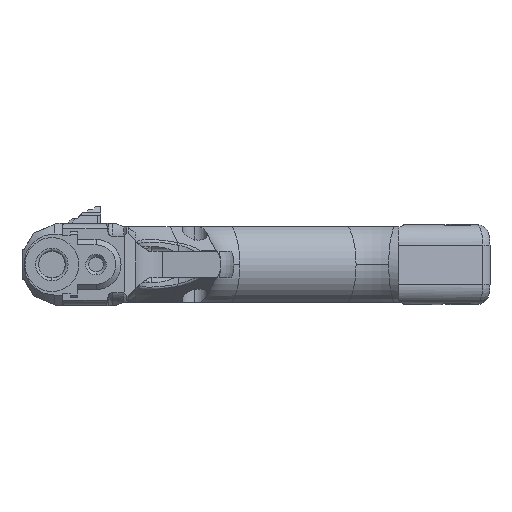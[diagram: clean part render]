
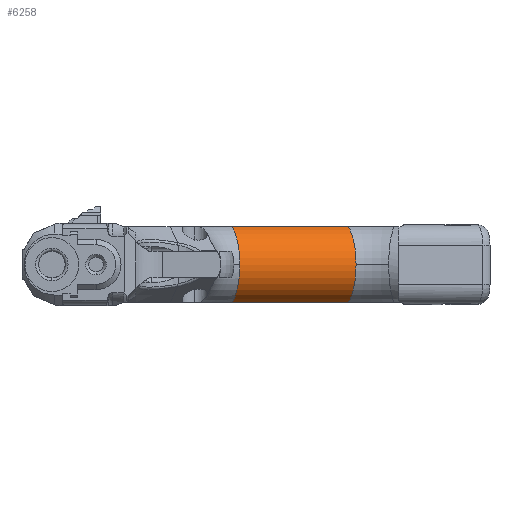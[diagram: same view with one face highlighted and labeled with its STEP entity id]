
A CAD part, left-side view. The second image highlights one B-rep face of the part: STEP entity #6258.
In plain terms, the highlighted cylindrical face has radius 13.826 mm (diameter 27.651 mm), a partial arc.
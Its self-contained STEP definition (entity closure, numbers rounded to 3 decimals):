
#442 = DIRECTION ( 'NONE',  ( 0.309, -0.951, 0. ) ) ;
#556 = CARTESIAN_POINT ( 'NONE',  ( 8.438, 18.772, 0. ) ) ;
#714 = VECTOR ( 'NONE', #442, 1000. ) ;
#1430 = CARTESIAN_POINT ( 'NONE',  ( 3.468, 17.158, 12.8 ) ) ;
#1836 = CIRCLE ( 'NONE', #11971, 13.826 ) ;
#1885 = CARTESIAN_POINT ( 'NONE',  ( -4.397, 58.272, 0. ) ) ;
#2963 = CARTESIAN_POINT ( 'NONE',  ( -9.367, 56.658, -12.8 ) ) ;
#2991 = ORIENTED_EDGE ( 'NONE', *, *, #10930, .T. ) ;
#3325 = DIRECTION ( 'NONE',  ( -0.951, -0.309, 0. ) ) ;
#3743 = AXIS2_PLACEMENT_3D ( 'NONE', #4950, #4863, #3779 ) ;
#3779 = DIRECTION ( 'NONE',  ( -0.951, -0.309, 0. ) ) ;
#4630 = FACE_OUTER_BOUND ( 'NONE', #9344, .T. ) ;
#4803 = VERTEX_POINT ( 'NONE', #12543 ) ;
#4863 = DIRECTION ( 'NONE',  ( 0.309, -0.951, 0. ) ) ;
#4900 = CARTESIAN_POINT ( 'NONE',  ( -9.367, 56.658, -12.8 ) ) ;
#4950 = CARTESIAN_POINT ( 'NONE',  ( 8.438, 18.772, 0. ) ) ;
#5992 = DIRECTION ( 'NONE',  ( 0.309, -0.951, 0. ) ) ;
#6258 = ADVANCED_FACE ( 'NONE', ( #4630 ), #12975, .T. ) ;
#6537 = CARTESIAN_POINT ( 'NONE',  ( 3.468, 17.158, -12.8 ) ) ;
#7014 = VERTEX_POINT ( 'NONE', #1430 ) ;
#7343 = LINE ( 'NONE', #16924, #714 ) ;
#7481 = CARTESIAN_POINT ( 'NONE',  ( -9.367, 56.658, 12.8 ) ) ;
#7519 = DIRECTION ( 'NONE',  ( 0.309, -0.951, 0. ) ) ;
#7575 = CARTESIAN_POINT ( 'NONE',  ( -4.397, 58.272, 0. ) ) ;
#8232 = EDGE_CURVE ( 'NONE', #8981, #14237, #11559, .T. ) ;
#8981 = VERTEX_POINT ( 'NONE', #15216 ) ;
#9112 = EDGE_CURVE ( 'NONE', #10500, #4803, #14457, .T. ) ;
#9344 = EDGE_LOOP ( 'NONE', ( #17069, #11835, #2991, #13532, #13653, #17026 ) ) ;
#9409 = CIRCLE ( 'NONE', #15510, 13.826 ) ;
#9856 = AXIS2_PLACEMENT_3D ( 'NONE', #15790, #9915, #14245 ) ;
#9915 = DIRECTION ( 'NONE',  ( 0.309, -0.951, 0. ) ) ;
#10300 = DIRECTION ( 'NONE',  ( 0.309, -0.951, 0. ) ) ;
#10453 = EDGE_CURVE ( 'NONE', #4803, #15669, #9409, .T. ) ;
#10500 = VERTEX_POINT ( 'NONE', #7481 ) ;
#10930 = EDGE_CURVE ( 'NONE', #15669, #14237, #17304, .T. ) ;
#10947 = EDGE_CURVE ( 'NONE', #7014, #8981, #1836, .T. ) ;
#11559 = CIRCLE ( 'NONE', #3743, 13.826 ) ;
#11637 = DIRECTION ( 'NONE',  ( -0.951, -0.309, 0. ) ) ;
#11677 = VECTOR ( 'NONE', #14603, 1000. ) ;
#11835 = ORIENTED_EDGE ( 'NONE', *, *, #10453, .T. ) ;
#11971 = AXIS2_PLACEMENT_3D ( 'NONE', #556, #5992, #13246 ) ;
#12543 = CARTESIAN_POINT ( 'NONE',  ( -17.546, 54., 0. ) ) ;
#12975 = CYLINDRICAL_SURFACE ( 'NONE', #9856, 13.826 ) ;
#13246 = DIRECTION ( 'NONE',  ( -0.951, -0.309, 0. ) ) ;
#13532 = ORIENTED_EDGE ( 'NONE', *, *, #8232, .F. ) ;
#13653 = ORIENTED_EDGE ( 'NONE', *, *, #10947, .F. ) ;
#14237 = VERTEX_POINT ( 'NONE', #6537 ) ;
#14245 = DIRECTION ( 'NONE',  ( 0.951, 0.309, 0. ) ) ;
#14325 = EDGE_CURVE ( 'NONE', #10500, #7014, #7343, .T. ) ;
#14457 = CIRCLE ( 'NONE', #17337, 13.826 ) ;
#14603 = DIRECTION ( 'NONE',  ( 0.309, -0.951, 0. ) ) ;
#15216 = CARTESIAN_POINT ( 'NONE',  ( -4.711, 14.5, 0. ) ) ;
#15510 = AXIS2_PLACEMENT_3D ( 'NONE', #7575, #10300, #11637 ) ;
#15669 = VERTEX_POINT ( 'NONE', #2963 ) ;
#15790 = CARTESIAN_POINT ( 'NONE',  ( -4.397, 58.272, 0. ) ) ;
#16924 = CARTESIAN_POINT ( 'NONE',  ( -9.367, 56.658, 12.8 ) ) ;
#17026 = ORIENTED_EDGE ( 'NONE', *, *, #14325, .F. ) ;
#17069 = ORIENTED_EDGE ( 'NONE', *, *, #9112, .T. ) ;
#17304 = LINE ( 'NONE', #4900, #11677 ) ;
#17337 = AXIS2_PLACEMENT_3D ( 'NONE', #1885, #7519, #3325 ) ;
